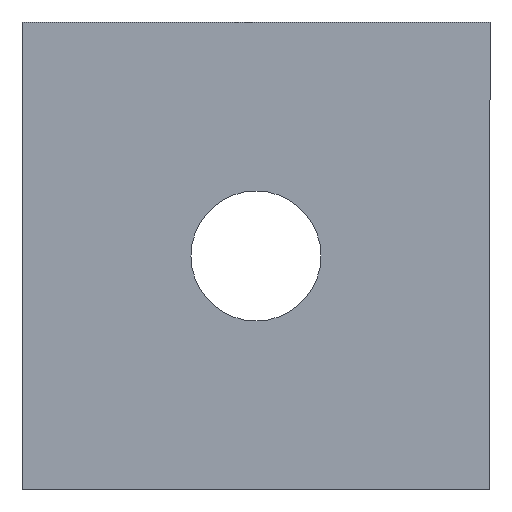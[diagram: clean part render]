
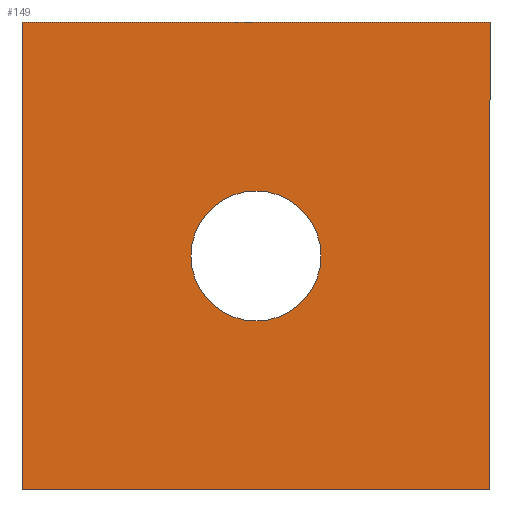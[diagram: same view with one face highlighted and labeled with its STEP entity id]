
A CAD part, front view. The second image highlights one B-rep face of the part: STEP entity #149.
In plain terms, the highlighted planar face has unit normal (0, -1, 0).
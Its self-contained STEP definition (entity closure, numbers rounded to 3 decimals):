
#3 = CARTESIAN_POINT ( 'NONE',  ( 0., -2., 2.5 ) ) ;
#29 = DIRECTION ( 'NONE',  ( 0., 0., 1. ) ) ;
#32 = CARTESIAN_POINT ( 'NONE',  ( -9., -2., -9. ) ) ;
#40 = DIRECTION ( 'NONE',  ( 0., 1., 0. ) ) ;
#44 = ORIENTED_EDGE ( 'NONE', *, *, #110, .T. ) ;
#49 = VERTEX_POINT ( 'NONE', #3 ) ;
#50 = LINE ( 'NONE', #124, #186 ) ;
#52 = ORIENTED_EDGE ( 'NONE', *, *, #266, .F. ) ;
#54 = VECTOR ( 'NONE', #55, 1000. ) ;
#55 = DIRECTION ( 'NONE',  ( 0., 0., -1. ) ) ;
#64 = EDGE_CURVE ( 'NONE', #318, #211, #87, .T. ) ;
#65 = CARTESIAN_POINT ( 'NONE',  ( 0., -2., -2.5 ) ) ;
#71 = CIRCLE ( 'NONE', #239, 2.5 ) ;
#83 = ORIENTED_EDGE ( 'NONE', *, *, #224, .T. ) ;
#87 = LINE ( 'NONE', #215, #54 ) ;
#88 = CARTESIAN_POINT ( 'NONE',  ( 0., -2., 0. ) ) ;
#94 = AXIS2_PLACEMENT_3D ( 'NONE', #323, #327, #192 ) ;
#103 = AXIS2_PLACEMENT_3D ( 'NONE', #205, #161, #210 ) ;
#107 = FACE_BOUND ( 'NONE', #281, .T. ) ;
#110 = EDGE_CURVE ( 'NONE', #331, #49, #287, .T. ) ;
#119 = EDGE_CURVE ( 'NONE', #217, #292, #193, .T. ) ;
#124 = CARTESIAN_POINT ( 'NONE',  ( -9., -2., 9. ) ) ;
#125 = FACE_OUTER_BOUND ( 'NONE', #131, .T. ) ;
#131 = EDGE_LOOP ( 'NONE', ( #238, #207, #249, #52 ) ) ;
#143 = CARTESIAN_POINT ( 'NONE',  ( 9., -2., -9. ) ) ;
#148 = CARTESIAN_POINT ( 'NONE',  ( 9., -2., 9. ) ) ;
#149 = ADVANCED_FACE ( 'NONE', ( #107, #125 ), #190, .F. ) ;
#158 = LINE ( 'NONE', #242, #219 ) ;
#161 = DIRECTION ( 'NONE',  ( 0., 1., 0. ) ) ;
#165 = CARTESIAN_POINT ( 'NONE',  ( -9., -2., -9. ) ) ;
#169 = DIRECTION ( 'NONE',  ( 0., 0., 1. ) ) ;
#175 = CARTESIAN_POINT ( 'NONE',  ( -9., -2., 9. ) ) ;
#186 = VECTOR ( 'NONE', #252, 1000. ) ;
#190 = PLANE ( 'NONE',  #94 ) ;
#192 = DIRECTION ( 'NONE',  ( 0., 0., 1. ) ) ;
#193 = LINE ( 'NONE', #165, #206 ) ;
#204 = EDGE_CURVE ( 'NONE', #211, #217, #158, .T. ) ;
#205 = CARTESIAN_POINT ( 'NONE',  ( 0., -2., 0. ) ) ;
#206 = VECTOR ( 'NONE', #29, 1000. ) ;
#207 = ORIENTED_EDGE ( 'NONE', *, *, #204, .F. ) ;
#210 = DIRECTION ( 'NONE',  ( 0., 0., 1. ) ) ;
#211 = VERTEX_POINT ( 'NONE', #143 ) ;
#215 = CARTESIAN_POINT ( 'NONE',  ( 9., -2., -9. ) ) ;
#217 = VERTEX_POINT ( 'NONE', #32 ) ;
#219 = VECTOR ( 'NONE', #325, 1000. ) ;
#224 = EDGE_CURVE ( 'NONE', #49, #331, #71, .T. ) ;
#238 = ORIENTED_EDGE ( 'NONE', *, *, #119, .F. ) ;
#239 = AXIS2_PLACEMENT_3D ( 'NONE', #88, #40, #169 ) ;
#242 = CARTESIAN_POINT ( 'NONE',  ( -9., -2., -9. ) ) ;
#249 = ORIENTED_EDGE ( 'NONE', *, *, #64, .F. ) ;
#252 = DIRECTION ( 'NONE',  ( 1., 0., 0. ) ) ;
#266 = EDGE_CURVE ( 'NONE', #292, #318, #50, .T. ) ;
#281 = EDGE_LOOP ( 'NONE', ( #83, #44 ) ) ;
#287 = CIRCLE ( 'NONE', #103, 2.5 ) ;
#292 = VERTEX_POINT ( 'NONE', #175 ) ;
#318 = VERTEX_POINT ( 'NONE', #148 ) ;
#323 = CARTESIAN_POINT ( 'NONE',  ( 0., -2., 0. ) ) ;
#325 = DIRECTION ( 'NONE',  ( -1., 0., 0. ) ) ;
#327 = DIRECTION ( 'NONE',  ( 0., 1., 0. ) ) ;
#331 = VERTEX_POINT ( 'NONE', #65 ) ;
